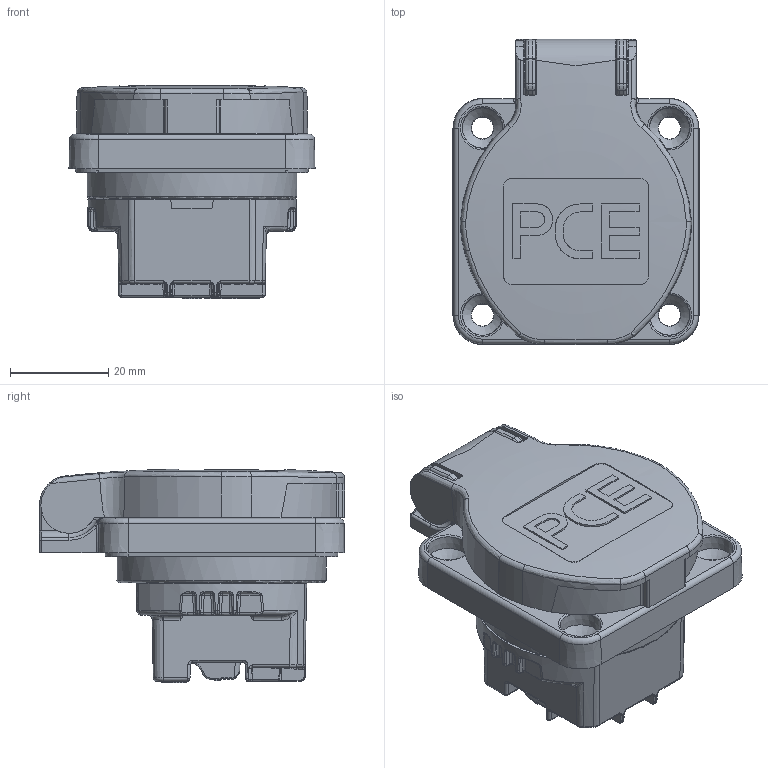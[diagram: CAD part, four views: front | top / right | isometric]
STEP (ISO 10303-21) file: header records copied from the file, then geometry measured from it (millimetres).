
FILE_DESCRIPTION (( 'STEP AP203' ), '1' );
FILE_NAME ('S-NOVA 108-0b 50x50 fb ZFK.STEP', '2017-11-23T10:48:43', ( '' ), ( '' ), 'SwSTEP 2.0', 'SolidWorks 2016', '' );
FILE_SCHEMA (( 'CONFIG_CONTROL_DESIGN' ));
Length unit declared in the file: millimetre
Products named in the file (1): S-NOVA 108-0b 50x50 fb ZFK
Bounding box: 50 x 62 x 43.43 mm (x, y, z)
Volume: 64954.5 mm3; surface area: 15635.3 mm2
Topology: 1 solids, 1 shells, 1730 faces, 4498 edges, 2744 vertices
Faces by surface type: plane 533, bspline 518, cylinder 476, torus 111, cone 64, sphere 28
Entity records: 65525 total; most frequent: CARTESIAN_POINT 28499, ORIENTED_EDGE 8776, DIRECTION 6386, EDGE_CURVE 4388, VERTEX_POINT 2729, AXIS2_PLACEMENT_3D 2296, EDGE_LOOP 1815, LINE 1794
